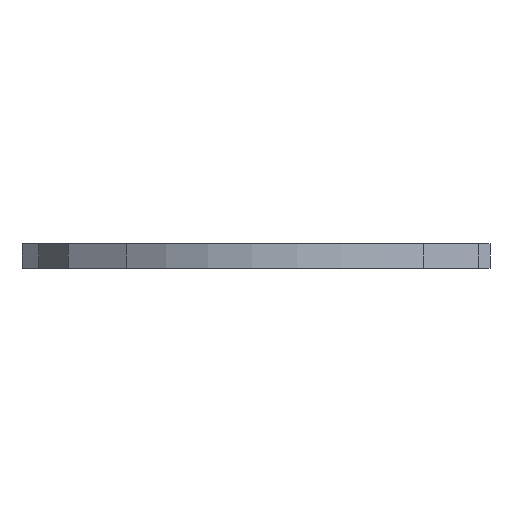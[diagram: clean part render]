
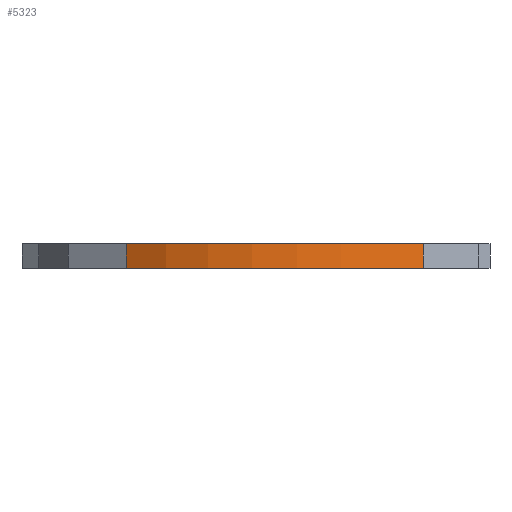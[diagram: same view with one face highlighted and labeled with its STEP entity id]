
A CAD part, left-side view. The second image highlights one B-rep face of the part: STEP entity #5323.
In plain terms, the highlighted cylindrical face has radius 89 mm (diameter 178 mm), a partial arc.
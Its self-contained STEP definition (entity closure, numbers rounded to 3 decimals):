
#50=CYLINDRICAL_SURFACE('',#5619,89.);
#326=FACE_OUTER_BOUND('',#600,.T.);
#600=EDGE_LOOP('',(#3724,#3725,#3726,#3727));
#915=CIRCLE('',#5620,89.);
#916=CIRCLE('',#5621,89.);
#1154=LINE('',#7750,#1744);
#1156=LINE('',#7756,#1746);
#1744=VECTOR('',#6162,10.);
#1746=VECTOR('',#6168,10.);
#2333=VERTEX_POINT('',#7747);
#2334=VERTEX_POINT('',#7749);
#2335=VERTEX_POINT('',#7753);
#2336=VERTEX_POINT('',#7755);
#2892=EDGE_CURVE('',#2333,#2334,#1154,.T.);
#2894=EDGE_CURVE('',#2333,#2335,#915,.T.);
#2895=EDGE_CURVE('',#2335,#2336,#1156,.T.);
#2896=EDGE_CURVE('',#2334,#2336,#916,.T.);
#3724=ORIENTED_EDGE('',*,*,#2894,.T.);
#3725=ORIENTED_EDGE('',*,*,#2895,.T.);
#3726=ORIENTED_EDGE('',*,*,#2896,.F.);
#3727=ORIENTED_EDGE('',*,*,#2892,.F.);
#5323=ADVANCED_FACE('',(#326),#50,.T.);
#5619=AXIS2_PLACEMENT_3D('',#7752,#6164,#6165);
#5620=AXIS2_PLACEMENT_3D('',#7754,#6166,#6167);
#5621=AXIS2_PLACEMENT_3D('',#7757,#6169,#6170);
#6162=DIRECTION('',(0.,0.,1.));
#6164=DIRECTION('center_axis',(0.,0.,1.));
#6165=DIRECTION('ref_axis',(-0.831,0.556,0.));
#6166=DIRECTION('center_axis',(0.,0.,1.));
#6167=DIRECTION('ref_axis',(-0.831,0.556,0.));
#6168=DIRECTION('',(0.,0.,1.));
#6169=DIRECTION('center_axis',(0.,0.,1.));
#6170=DIRECTION('ref_axis',(-0.831,0.556,0.));
#7747=CARTESIAN_POINT('',(-270.292,231.66,0.));
#7749=CARTESIAN_POINT('',(-270.292,231.66,8.));
#7750=CARTESIAN_POINT('',(-270.292,231.66,0.));
#7752=CARTESIAN_POINT('Origin',(-196.344,182.136,0.));
#7753=CARTESIAN_POINT('',(-270.533,132.974,0.));
#7754=CARTESIAN_POINT('Origin',(-196.344,182.136,0.));
#7755=CARTESIAN_POINT('',(-270.533,132.974,8.));
#7756=CARTESIAN_POINT('',(-270.533,132.974,0.));
#7757=CARTESIAN_POINT('Origin',(-196.344,182.136,8.));
